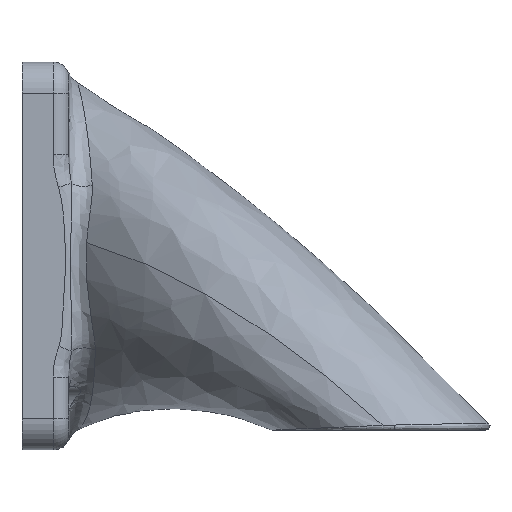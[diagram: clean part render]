
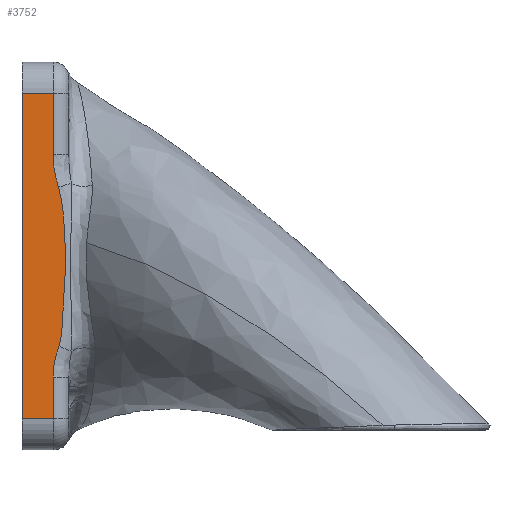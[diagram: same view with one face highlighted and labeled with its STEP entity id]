
A CAD part, left-side view. The second image highlights one B-rep face of the part: STEP entity #3752.
In plain terms, the highlighted planar face has unit normal (-1, 0, 0).
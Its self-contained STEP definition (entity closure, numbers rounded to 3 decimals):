
#127 = VERTEX_POINT ( 'NONE', #2932 ) ;
#140 = DIRECTION ( 'NONE',  ( 1., 0., 0. ) ) ;
#186 = EDGE_CURVE ( 'NONE', #655, #1023, #1919, .T. ) ;
#214 = CARTESIAN_POINT ( 'NONE',  ( 1.125, 15.94, 18.262 ) ) ;
#435 = CARTESIAN_POINT ( 'NONE',  ( 1.125, 15.531, 6.837 ) ) ;
#537 = LINE ( 'NONE', #1846, #1515 ) ;
#548 = CARTESIAN_POINT ( 'NONE',  ( 1.125, 15.466, 7.152 ) ) ;
#549 = CARTESIAN_POINT ( 'NONE',  ( 1.125, 17.974, -0.042 ) ) ;
#655 = VERTEX_POINT ( 'NONE', #3884 ) ;
#676 = VECTOR ( 'NONE', #2310, 1000. ) ;
#697 = VERTEX_POINT ( 'NONE', #4317 ) ;
#844 = CARTESIAN_POINT ( 'NONE',  ( 1.125, 15.974, 4.657 ) ) ;
#859 = CARTESIAN_POINT ( 'NONE',  ( 1.125, 15.554, 16.674 ) ) ;
#954 = ORIENTED_EDGE ( 'NONE', *, *, #3910, .T. ) ;
#1023 = VERTEX_POINT ( 'NONE', #4782 ) ;
#1062 = CARTESIAN_POINT ( 'NONE',  ( 1.125, 15.974, 18.975 ) ) ;
#1116 = CARTESIAN_POINT ( 'NONE',  ( 1.125, 15.938, 5.331 ) ) ;
#1188 = VERTEX_POINT ( 'NONE', #4276 ) ;
#1245 = CARTESIAN_POINT ( 'NONE',  ( 1.125, 15.412, 7.47 ) ) ;
#1274 = CARTESIAN_POINT ( 'NONE',  ( 1.125, 15.505, 16.465 ) ) ;
#1300 = CARTESIAN_POINT ( 'NONE',  ( 1.125, 15.265, 14.763 ) ) ;
#1317 = DIRECTION ( 'NONE',  ( 0., -1., 0. ) ) ;
#1355 = B_SPLINE_CURVE_WITH_KNOTS ( 'NONE', 3,
 ( #3342, #1680, #4054, #435, #3744, #1735, #548, #1245, #3665, #1653, #2867, #2553, #4168, #4488, #4855, #1300, #4908, #3773, #3717, #4964, #1274, #859, #2924, #2897 ),
 .UNSPECIFIED., .F., .F.,
 ( 4, 2, 2, 2, 2, 2, 2, 2, 2, 2, 2, 4 ),
 ( 0., 0., 0., 0.001, 0.001, 0.003, 0.005, 0.008, 0.009, 0.01, 0.01, 0.01 ),
 .UNSPECIFIED. ) ;
#1374 = DIRECTION ( 'NONE',  ( 0., 1., 0. ) ) ;
#1468 = CARTESIAN_POINT ( 'NONE',  ( 1.125, 15.974, -0.042 ) ) ;
#1515 = VECTOR ( 'NONE', #1374, 1000. ) ;
#1648 = ORIENTED_EDGE ( 'NONE', *, *, #1999, .T. ) ;
#1653 = CARTESIAN_POINT ( 'NONE',  ( 1.125, 15.306, 8.324 ) ) ;
#1680 = CARTESIAN_POINT ( 'NONE',  ( 1.125, 15.572, 6.68 ) ) ;
#1681 = DIRECTION ( 'NONE',  ( 0., 0., -1. ) ) ;
#1735 = CARTESIAN_POINT ( 'NONE',  ( 1.125, 15.485, 7.047 ) ) ;
#1755 = VERTEX_POINT ( 'NONE', #2827 ) ;
#1846 = CARTESIAN_POINT ( 'NONE',  ( 1.125, 17.974, 22.958 ) ) ;
#1882 = CARTESIAN_POINT ( 'NONE',  ( 1.125, 15.974, 4.657 ) ) ;
#1919 = LINE ( 'NONE', #1468, #2911 ) ;
#1960 = CARTESIAN_POINT ( 'NONE',  ( 1.125, 15.807, 5.988 ) ) ;
#1984 = LINE ( 'NONE', #3155, #676 ) ;
#1999 = EDGE_CURVE ( 'NONE', #697, #655, #5229, .T. ) ;
#2043 = CARTESIAN_POINT ( 'NONE',  ( 1.125, 15.591, 6.63 ) ) ;
#2224 = EDGE_CURVE ( 'NONE', #127, #3830, #3393, .T. ) ;
#2310 = DIRECTION ( 'NONE',  ( 0., 0., 1. ) ) ;
#2328 = EDGE_CURVE ( 'NONE', #1188, #4122, #1984, .T. ) ;
#2553 = CARTESIAN_POINT ( 'NONE',  ( 1.125, 15.178, 10.038 ) ) ;
#2600 = ORIENTED_EDGE ( 'NONE', *, *, #2717, .T. ) ;
#2717 = EDGE_CURVE ( 'NONE', #127, #1188, #3332, .T. ) ;
#2746 = EDGE_CURVE ( 'NONE', #1023, #3830, #537, .T. ) ;
#2827 = CARTESIAN_POINT ( 'NONE',  ( 1.125, 15.591, 6.63 ) ) ;
#2831 = EDGE_LOOP ( 'NONE', ( #1648, #4448, #3010, #4918, #2600, #3330, #954, #4291 ) ) ;
#2867 = CARTESIAN_POINT ( 'NONE',  ( 1.125, 15.269, 8.752 ) ) ;
#2869 = VECTOR ( 'NONE', #1317, 1000. ) ;
#2897 = CARTESIAN_POINT ( 'NONE',  ( 1.125, 15.615, 16.88 ) ) ;
#2911 = VECTOR ( 'NONE', #3476, 1000. ) ;
#2924 = CARTESIAN_POINT ( 'NONE',  ( 1.125, 15.581, 16.778 ) ) ;
#2932 = CARTESIAN_POINT ( 'NONE',  ( 1.125, 17.974, 1.958 ) ) ;
#2978 = EDGE_CURVE ( 'NONE', #1755, #697, #1355, .T. ) ;
#3000 = CARTESIAN_POINT ( 'NONE',  ( 1.125, 17.974, -0.042 ) ) ;
#3010 = ORIENTED_EDGE ( 'NONE', *, *, #2746, .T. ) ;
#3024 = CARTESIAN_POINT ( 'NONE',  ( 1.125, 15.974, 18.616 ) ) ;
#3155 = CARTESIAN_POINT ( 'NONE',  ( 1.125, 15.974, -0.042 ) ) ;
#3201 = AXIS2_PLACEMENT_3D ( 'NONE', #549, #140, #1681 ) ;
#3330 = ORIENTED_EDGE ( 'NONE', *, *, #2328, .T. ) ;
#3332 = LINE ( 'NONE', #4953, #2869 ) ;
#3342 = CARTESIAN_POINT ( 'NONE',  ( 1.125, 15.591, 6.63 ) ) ;
#3393 = LINE ( 'NONE', #3000, #5244 ) ;
#3417 = DIRECTION ( 'NONE',  ( 0., 0., 1. ) ) ;
#3438 = CARTESIAN_POINT ( 'NONE',  ( 1.125, 15.818, 17.564 ) ) ;
#3464 = CARTESIAN_POINT ( 'NONE',  ( 1.125, 15.615, 16.88 ) ) ;
#3476 = DIRECTION ( 'NONE',  ( 0., 0., 1. ) ) ;
#3605 = CARTESIAN_POINT ( 'NONE',  ( 1.125, 15.713, 6.313 ) ) ;
#3665 = CARTESIAN_POINT ( 'NONE',  ( 1.125, 15.383, 7.683 ) ) ;
#3717 = CARTESIAN_POINT ( 'NONE',  ( 1.125, 15.424, 16.043 ) ) ;
#3744 = CARTESIAN_POINT ( 'NONE',  ( 1.125, 15.519, 6.889 ) ) ;
#3752 = ADVANCED_FACE ( 'NONE', ( #4993 ), #4544, .F. ) ;
#3773 = CARTESIAN_POINT ( 'NONE',  ( 1.125, 15.391, 15.83 ) ) ;
#3830 = VERTEX_POINT ( 'NONE', #5091 ) ;
#3842 = CARTESIAN_POINT ( 'NONE',  ( 1.125, 15.73, 17.22 ) ) ;
#3884 = CARTESIAN_POINT ( 'NONE',  ( 1.125, 15.974, 18.975 ) ) ;
#3910 = EDGE_CURVE ( 'NONE', #4122, #1755, #5207, .T. ) ;
#4054 = CARTESIAN_POINT ( 'NONE',  ( 1.125, 15.558, 6.732 ) ) ;
#4122 = VERTEX_POINT ( 'NONE', #844 ) ;
#4168 = CARTESIAN_POINT ( 'NONE',  ( 1.125, 15.147, 10.898 ) ) ;
#4276 = CARTESIAN_POINT ( 'NONE',  ( 1.125, 15.974, 1.958 ) ) ;
#4291 = ORIENTED_EDGE ( 'NONE', *, *, #2978, .T. ) ;
#4317 = CARTESIAN_POINT ( 'NONE',  ( 1.125, 15.615, 16.88 ) ) ;
#4448 = ORIENTED_EDGE ( 'NONE', *, *, #186, .T. ) ;
#4488 = CARTESIAN_POINT ( 'NONE',  ( 1.125, 15.143, 12.617 ) ) ;
#4544 = PLANE ( 'NONE',  #3201 ) ;
#4742 = CARTESIAN_POINT ( 'NONE',  ( 1.125, 15.974, 4.997 ) ) ;
#4782 = CARTESIAN_POINT ( 'NONE',  ( 1.125, 15.974, 22.958 ) ) ;
#4855 = CARTESIAN_POINT ( 'NONE',  ( 1.125, 15.169, 13.477 ) ) ;
#4908 = CARTESIAN_POINT ( 'NONE',  ( 1.125, 15.306, 15.191 ) ) ;
#4918 = ORIENTED_EDGE ( 'NONE', *, *, #2224, .F. ) ;
#4953 = CARTESIAN_POINT ( 'NONE',  ( 1.125, 14.974, 1.958 ) ) ;
#4964 = CARTESIAN_POINT ( 'NONE',  ( 1.125, 15.483, 16.359 ) ) ;
#4993 = FACE_OUTER_BOUND ( 'NONE', #2831, .T. ) ;
#5091 = CARTESIAN_POINT ( 'NONE',  ( 1.125, 17.974, 22.958 ) ) ;
#5207 = B_SPLINE_CURVE_WITH_KNOTS ( 'NONE', 3,
 ( #1882, #4742, #1116, #1960, #3605, #2043 ),
 .UNSPECIFIED., .F., .F.,
 ( 4, 2, 4 ),
 ( 0., 0.001, 0.002 ),
 .UNSPECIFIED. ) ;
#5229 = B_SPLINE_CURVE_WITH_KNOTS ( 'NONE', 3,
 ( #3464, #3842, #3438, #214, #3024, #1062 ),
 .UNSPECIFIED., .F., .F.,
 ( 4, 2, 4 ),
 ( 0., 0.001, 0.002 ),
 .UNSPECIFIED. ) ;
#5244 = VECTOR ( 'NONE', #3417, 1000. ) ;
